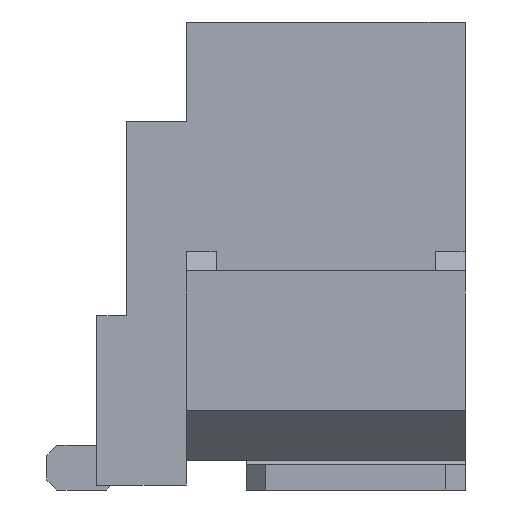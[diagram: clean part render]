
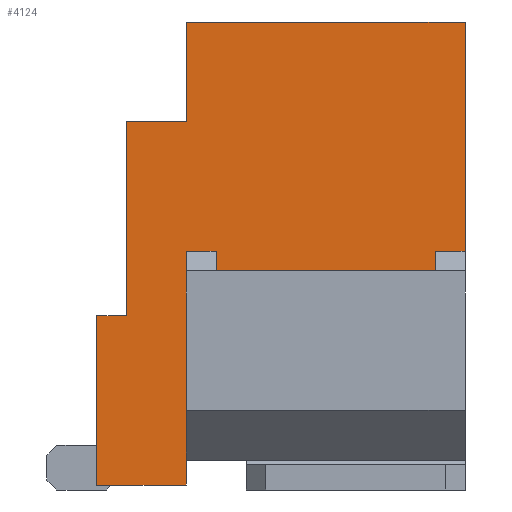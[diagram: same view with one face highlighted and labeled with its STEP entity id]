
A CAD part, left-side view. The second image highlights one B-rep face of the part: STEP entity #4124.
In plain terms, the highlighted planar face has unit normal (-1, 0, 0).
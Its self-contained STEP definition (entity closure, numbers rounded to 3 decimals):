
#13 = CARTESIAN_POINT ( 'NONE',  ( -2.125, -0.8, 2.4 ) ) ;
#213 = CARTESIAN_POINT ( 'NONE',  ( -2.125, 2.3, 3.7 ) ) ;
#429 = ORIENTED_EDGE ( 'NONE', *, *, #5825, .F. ) ;
#432 = VECTOR ( 'NONE', #588, 1000. ) ;
#504 = EDGE_CURVE ( 'NONE', #2623, #1013, #3384, .T. ) ;
#509 = DIRECTION ( 'NONE',  ( 0., 0., 1. ) ) ;
#564 = CARTESIAN_POINT ( 'NONE',  ( -2.125, 1.7, 2.4 ) ) ;
#567 = VERTEX_POINT ( 'NONE', #2116 ) ;
#588 = DIRECTION ( 'NONE',  ( 0., -1., 0. ) ) ;
#609 = ORIENTED_EDGE ( 'NONE', *, *, #647, .T. ) ;
#613 = ORIENTED_EDGE ( 'NONE', *, *, #5190, .F. ) ;
#647 = EDGE_CURVE ( 'NONE', #6818, #5102, #4185, .T. ) ;
#653 = VERTEX_POINT ( 'NONE', #3703 ) ;
#801 = VECTOR ( 'NONE', #3787, 1000. ) ;
#836 = VERTEX_POINT ( 'NONE', #6880 ) ;
#928 = DIRECTION ( 'NONE',  ( 1., 0., 0. ) ) ;
#1013 = VERTEX_POINT ( 'NONE', #1848 ) ;
#1103 = ORIENTED_EDGE ( 'NONE', *, *, #5526, .F. ) ;
#1111 = DIRECTION ( 'NONE',  ( 0., 0., 1. ) ) ;
#1157 = CARTESIAN_POINT ( 'NONE',  ( -2.125, 1.7, 0.05 ) ) ;
#1241 = EDGE_CURVE ( 'NONE', #836, #1998, #4395, .T. ) ;
#1261 = DIRECTION ( 'NONE',  ( 0., -1., 0. ) ) ;
#1299 = CARTESIAN_POINT ( 'NONE',  ( -2.125, -0.8, 1.7 ) ) ;
#1318 = CARTESIAN_POINT ( 'NONE',  ( -2.125, -1.1, 2.4 ) ) ;
#1324 = LINE ( 'NONE', #4474, #2640 ) ;
#1394 = VECTOR ( 'NONE', #3260, 1000. ) ;
#1403 = CARTESIAN_POINT ( 'NONE',  ( -2.125, 2.6, 0.05 ) ) ;
#1414 = CARTESIAN_POINT ( 'NONE',  ( -2.125, 2.6, 4.7 ) ) ;
#1465 = ORIENTED_EDGE ( 'NONE', *, *, #6116, .T. ) ;
#1472 = VECTOR ( 'NONE', #1261, 1000. ) ;
#1493 = PLANE ( 'NONE',  #1610 ) ;
#1595 = CARTESIAN_POINT ( 'NONE',  ( -2.125, -1.1, 4.7 ) ) ;
#1610 = AXIS2_PLACEMENT_3D ( 'NONE', #6944, #928, #4770 ) ;
#1660 = LINE ( 'NONE', #5077, #5823 ) ;
#1672 = ORIENTED_EDGE ( 'NONE', *, *, #6684, .T. ) ;
#1750 = DIRECTION ( 'NONE',  ( 0., 0., -1. ) ) ;
#1848 = CARTESIAN_POINT ( 'NONE',  ( -2.125, 2.6, 1.75 ) ) ;
#1863 = EDGE_CURVE ( 'NONE', #4253, #1013, #5027, .T. ) ;
#1930 = VECTOR ( 'NONE', #5293, 1000. ) ;
#1942 = DIRECTION ( 'NONE',  ( 0., 0., 1. ) ) ;
#1981 = CARTESIAN_POINT ( 'NONE',  ( -2.125, 2.6, 0.05 ) ) ;
#1984 = DIRECTION ( 'NONE',  ( 0., -1., 0. ) ) ;
#1998 = VERTEX_POINT ( 'NONE', #3391 ) ;
#2024 = LINE ( 'NONE', #6542, #6188 ) ;
#2113 = VERTEX_POINT ( 'NONE', #1157 ) ;
#2116 = CARTESIAN_POINT ( 'NONE',  ( -2.125, 1.4, 2.4 ) ) ;
#2193 = ORIENTED_EDGE ( 'NONE', *, *, #2793, .T. ) ;
#2232 = EDGE_CURVE ( 'NONE', #5546, #567, #5020, .T. ) ;
#2331 = ORIENTED_EDGE ( 'NONE', *, *, #1863, .T. ) ;
#2386 = VECTOR ( 'NONE', #1111, 1000. ) ;
#2394 = VERTEX_POINT ( 'NONE', #13 ) ;
#2602 = ORIENTED_EDGE ( 'NONE', *, *, #2232, .T. ) ;
#2623 = VERTEX_POINT ( 'NONE', #1981 ) ;
#2640 = VECTOR ( 'NONE', #1750, 1000. ) ;
#2680 = CARTESIAN_POINT ( 'NONE',  ( -2.125, 2.3, 1.75 ) ) ;
#2752 = VECTOR ( 'NONE', #5551, 1000. ) ;
#2784 = DIRECTION ( 'NONE',  ( 0., 0., 1. ) ) ;
#2793 = EDGE_CURVE ( 'NONE', #5157, #6072, #3378, .T. ) ;
#2987 = LINE ( 'NONE', #5756, #4422 ) ;
#3155 = EDGE_CURVE ( 'NONE', #2394, #5102, #1660, .T. ) ;
#3260 = DIRECTION ( 'NONE',  ( 0., -1., 0. ) ) ;
#3311 = VECTOR ( 'NONE', #1984, 1000. ) ;
#3334 = EDGE_CURVE ( 'NONE', #2113, #2623, #5590, .T. ) ;
#3378 = LINE ( 'NONE', #1595, #4641 ) ;
#3384 = LINE ( 'NONE', #5247, #1930 ) ;
#3391 = CARTESIAN_POINT ( 'NONE',  ( -2.125, 1.7, 3.7 ) ) ;
#3673 = ORIENTED_EDGE ( 'NONE', *, *, #4997, .T. ) ;
#3703 = CARTESIAN_POINT ( 'NONE',  ( -2.125, 1.7, 0.3 ) ) ;
#3787 = DIRECTION ( 'NONE',  ( 0., 1., 0. ) ) ;
#3847 = LINE ( 'NONE', #3892, #2386 ) ;
#3849 = CARTESIAN_POINT ( 'NONE',  ( -2.125, -1.1, 4.7 ) ) ;
#3892 = CARTESIAN_POINT ( 'NONE',  ( -2.125, 2.3, 1.75 ) ) ;
#3939 = CARTESIAN_POINT ( 'NONE',  ( -2.125, 1.4, 1.7 ) ) ;
#4120 = VECTOR ( 'NONE', #6836, 1000. ) ;
#4124 = ADVANCED_FACE ( 'NONE', ( #6472 ), #1493, .F. ) ;
#4173 = VECTOR ( 'NONE', #5253, 1000. ) ;
#4185 = LINE ( 'NONE', #3939, #1394 ) ;
#4253 = VERTEX_POINT ( 'NONE', #5449 ) ;
#4395 = LINE ( 'NONE', #213, #1472 ) ;
#4422 = VECTOR ( 'NONE', #1942, 1000. ) ;
#4444 = CARTESIAN_POINT ( 'NONE',  ( -2.125, 1.7, 2.4 ) ) ;
#4474 = CARTESIAN_POINT ( 'NONE',  ( -2.125, 1.4, 4.7 ) ) ;
#4634 = ORIENTED_EDGE ( 'NONE', *, *, #5227, .T. ) ;
#4641 = VECTOR ( 'NONE', #2784, 1000. ) ;
#4739 = LINE ( 'NONE', #1414, #3311 ) ;
#4770 = DIRECTION ( 'NONE',  ( 0., 0., -1. ) ) ;
#4841 = ORIENTED_EDGE ( 'NONE', *, *, #504, .F. ) ;
#4974 = CARTESIAN_POINT ( 'NONE',  ( -2.125, 1.7, 2.4 ) ) ;
#4997 = EDGE_CURVE ( 'NONE', #567, #6818, #1324, .T. ) ;
#5020 = LINE ( 'NONE', #564, #432 ) ;
#5027 = LINE ( 'NONE', #2680, #801 ) ;
#5077 = CARTESIAN_POINT ( 'NONE',  ( -2.125, -0.8, 4.7 ) ) ;
#5102 = VERTEX_POINT ( 'NONE', #1299 ) ;
#5157 = VERTEX_POINT ( 'NONE', #1318 ) ;
#5190 = EDGE_CURVE ( 'NONE', #1998, #6369, #2987, .T. ) ;
#5227 = EDGE_CURVE ( 'NONE', #653, #5546, #5543, .T. ) ;
#5247 = CARTESIAN_POINT ( 'NONE',  ( -2.125, 2.6, 4.7 ) ) ;
#5253 = DIRECTION ( 'NONE',  ( 0., 1., 0. ) ) ;
#5293 = DIRECTION ( 'NONE',  ( 0., 0., 1. ) ) ;
#5449 = CARTESIAN_POINT ( 'NONE',  ( -2.125, 2.3, 1.75 ) ) ;
#5489 = ORIENTED_EDGE ( 'NONE', *, *, #3155, .F. ) ;
#5526 = EDGE_CURVE ( 'NONE', #4253, #836, #3847, .T. ) ;
#5543 = LINE ( 'NONE', #6856, #4120 ) ;
#5546 = VERTEX_POINT ( 'NONE', #4444 ) ;
#5551 = DIRECTION ( 'NONE',  ( 0., -1., 0. ) ) ;
#5556 = ORIENTED_EDGE ( 'NONE', *, *, #1241, .F. ) ;
#5590 = LINE ( 'NONE', #1403, #4173 ) ;
#5641 = DIRECTION ( 'NONE',  ( 0., 0., -1. ) ) ;
#5756 = CARTESIAN_POINT ( 'NONE',  ( -2.125, 1.7, 3.7 ) ) ;
#5823 = VECTOR ( 'NONE', #5641, 1000. ) ;
#5825 = EDGE_CURVE ( 'NONE', #6369, #6072, #4739, .T. ) ;
#6029 = EDGE_LOOP ( 'NONE', ( #2602, #3673, #609, #5489, #1672, #2193, #429, #613, #5556, #1103, #2331, #4841, #6326, #1465, #4634 ) ) ;
#6072 = VERTEX_POINT ( 'NONE', #3849 ) ;
#6116 = EDGE_CURVE ( 'NONE', #2113, #653, #2024, .T. ) ;
#6167 = CARTESIAN_POINT ( 'NONE',  ( -2.125, 1.4, 1.7 ) ) ;
#6188 = VECTOR ( 'NONE', #509, 1000. ) ;
#6326 = ORIENTED_EDGE ( 'NONE', *, *, #3334, .F. ) ;
#6369 = VERTEX_POINT ( 'NONE', #6855 ) ;
#6472 = FACE_OUTER_BOUND ( 'NONE', #6029, .T. ) ;
#6542 = CARTESIAN_POINT ( 'NONE',  ( -2.125, 1.7, 0.05 ) ) ;
#6684 = EDGE_CURVE ( 'NONE', #2394, #5157, #7063, .T. ) ;
#6818 = VERTEX_POINT ( 'NONE', #6167 ) ;
#6836 = DIRECTION ( 'NONE',  ( 0., 0., 1. ) ) ;
#6855 = CARTESIAN_POINT ( 'NONE',  ( -2.125, 1.7, 4.7 ) ) ;
#6856 = CARTESIAN_POINT ( 'NONE',  ( -2.125, 1.7, 0.3 ) ) ;
#6880 = CARTESIAN_POINT ( 'NONE',  ( -2.125, 2.3, 3.7 ) ) ;
#6944 = CARTESIAN_POINT ( 'NONE',  ( -2.125, 2.6, 4.7 ) ) ;
#7063 = LINE ( 'NONE', #4974, #2752 ) ;
